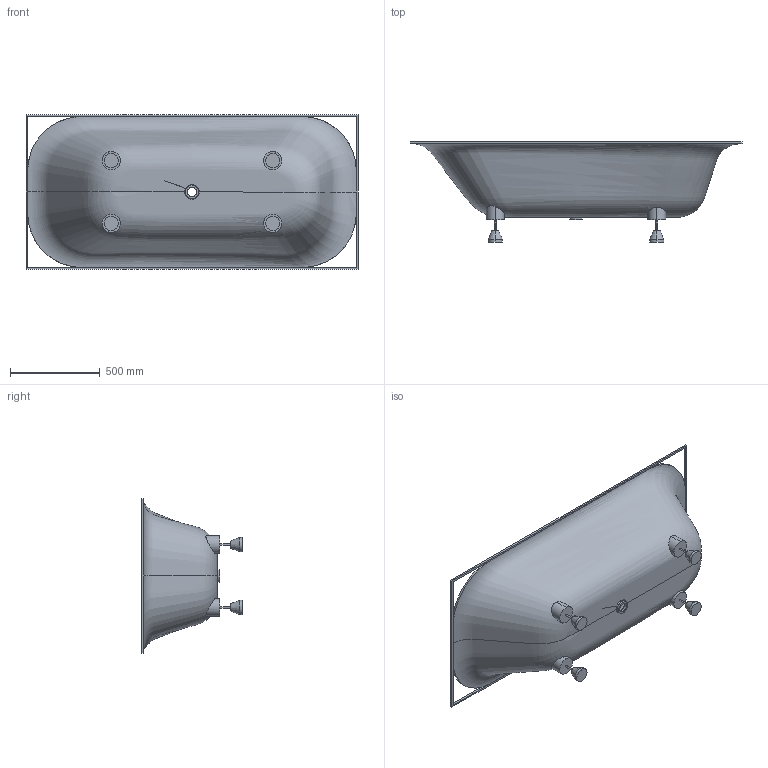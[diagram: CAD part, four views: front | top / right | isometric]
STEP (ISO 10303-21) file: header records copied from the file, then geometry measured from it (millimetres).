
FILE_DESCRIPTION (( 'STEP AP214' ), '1' );
FILE_NAME ('HO-2.STEP', '2018-04-26T14:52:01', ( 'Admin' ), ( '' ), 'SwSTEP 2.0', 'SolidWorks 2017', '' );
FILE_SCHEMA (( 'AUTOMOTIVE_DESIGN' ));
Products named in the file (1): HO-2
Bounding box: 1850 x 560 x 860 mm (x, y, z)
Volume: 25340901.5 mm3; surface area: 5015714.2 mm2
Topology: 2 solids, 2 shells, 69 faces, 149 edges, 95 vertices
Faces by surface type: cylinder 28, plane 23, bspline 10, cone 8
Entity records: 121363 total; most frequent: CARTESIAN_POINT 119855, ORIENTED_EDGE 298, DIRECTION 286, EDGE_CURVE 149, AXIS2_PLACEMENT_3D 112, VERTEX_POINT 95, EDGE_LOOP 84, FACE_OUTER_BOUND 69
